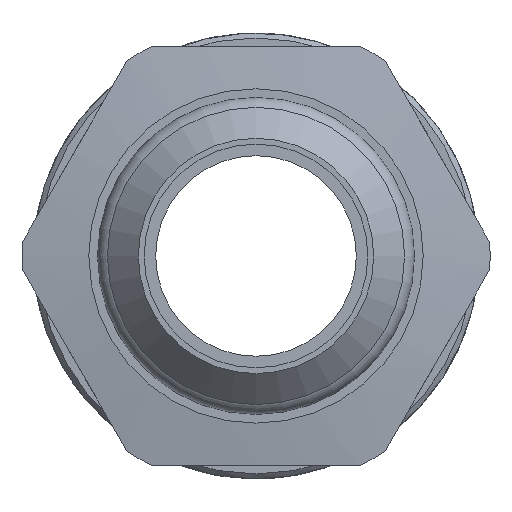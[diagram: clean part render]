
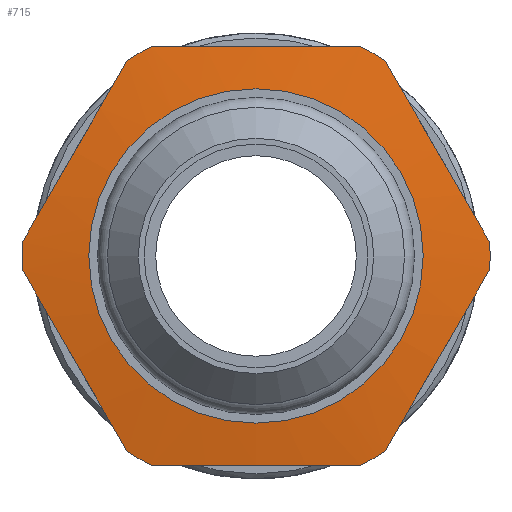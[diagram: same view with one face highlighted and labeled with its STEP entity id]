
A CAD part, front view. The second image highlights one B-rep face of the part: STEP entity #715.
In plain terms, the highlighted conical face has half-angle 82 degrees and reference radius 6.75 mm.
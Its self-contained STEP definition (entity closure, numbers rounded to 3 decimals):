
#41=(
BOUNDED_CURVE()
B_SPLINE_CURVE(2,(#1287,#1288,#1289),.UNSPECIFIED.,.F.,.F.)
B_SPLINE_CURVE_WITH_KNOTS((3,3),(-4.293,-2.285),
 .UNSPECIFIED.)
CURVE()
GEOMETRIC_REPRESENTATION_ITEM()
RATIONAL_B_SPLINE_CURVE((2.359,2.638,2.359))
REPRESENTATION_ITEM('')
);
#42=(
BOUNDED_CURVE()
B_SPLINE_CURVE(2,(#1293,#1294,#1295),.UNSPECIFIED.,.F.,.F.)
B_SPLINE_CURVE_WITH_KNOTS((3,3),(2.286,4.294),
 .UNSPECIFIED.)
CURVE()
GEOMETRIC_REPRESENTATION_ITEM()
RATIONAL_B_SPLINE_CURVE((2.359,2.638,2.359))
REPRESENTATION_ITEM('')
);
#43=(
BOUNDED_CURVE()
B_SPLINE_CURVE(2,(#1299,#1300,#1301),.UNSPECIFIED.,.F.,.F.)
B_SPLINE_CURVE_WITH_KNOTS((3,3),(2.286,4.294),
 .UNSPECIFIED.)
CURVE()
GEOMETRIC_REPRESENTATION_ITEM()
RATIONAL_B_SPLINE_CURVE((2.359,2.638,2.359))
REPRESENTATION_ITEM('')
);
#44=(
BOUNDED_CURVE()
B_SPLINE_CURVE(2,(#1305,#1306,#1307),.UNSPECIFIED.,.F.,.F.)
B_SPLINE_CURVE_WITH_KNOTS((3,3),(2.285,4.293),
 .UNSPECIFIED.)
CURVE()
GEOMETRIC_REPRESENTATION_ITEM()
RATIONAL_B_SPLINE_CURVE((2.359,2.638,2.359))
REPRESENTATION_ITEM('')
);
#45=(
BOUNDED_CURVE()
B_SPLINE_CURVE(2,(#1311,#1312,#1313),.UNSPECIFIED.,.F.,.F.)
B_SPLINE_CURVE_WITH_KNOTS((3,3),(2.286,4.294),
 .UNSPECIFIED.)
CURVE()
GEOMETRIC_REPRESENTATION_ITEM()
RATIONAL_B_SPLINE_CURVE((2.359,2.638,2.359))
REPRESENTATION_ITEM('')
);
#46=(
BOUNDED_CURVE()
B_SPLINE_CURVE(2,(#1317,#1318,#1319),.UNSPECIFIED.,.F.,.F.)
B_SPLINE_CURVE_WITH_KNOTS((3,3),(2.286,4.294),
 .UNSPECIFIED.)
CURVE()
GEOMETRIC_REPRESENTATION_ITEM()
RATIONAL_B_SPLINE_CURVE((2.359,2.638,2.359))
REPRESENTATION_ITEM('')
);
#60=CONICAL_SURFACE('',#793,6.75,1.431);
#151=FACE_BOUND('',#228,.T.);
#173=FACE_OUTER_BOUND('',#227,.T.);
#227=EDGE_LOOP('',(#527));
#228=EDGE_LOOP('',(#528,#529,#530,#531,#532,#533,#534,#535,#536,#537,#538,
#539));
#297=CIRCLE('',#794,6.75);
#298=CIRCLE('',#795,9.45);
#299=CIRCLE('',#796,9.45);
#300=CIRCLE('',#797,9.45);
#301=CIRCLE('',#798,9.45);
#302=CIRCLE('',#799,9.45);
#303=CIRCLE('',#800,9.45);
#353=VERTEX_POINT('',#1283);
#354=VERTEX_POINT('',#1285);
#355=VERTEX_POINT('',#1286);
#356=VERTEX_POINT('',#1290);
#357=VERTEX_POINT('',#1292);
#358=VERTEX_POINT('',#1296);
#359=VERTEX_POINT('',#1298);
#360=VERTEX_POINT('',#1302);
#361=VERTEX_POINT('',#1304);
#362=VERTEX_POINT('',#1308);
#363=VERTEX_POINT('',#1310);
#364=VERTEX_POINT('',#1314);
#365=VERTEX_POINT('',#1316);
#427=EDGE_CURVE('',#353,#353,#297,.T.);
#428=EDGE_CURVE('',#354,#355,#41,.F.);
#429=EDGE_CURVE('',#355,#356,#298,.T.);
#430=EDGE_CURVE('',#356,#357,#42,.T.);
#431=EDGE_CURVE('',#357,#358,#299,.T.);
#432=EDGE_CURVE('',#358,#359,#43,.T.);
#433=EDGE_CURVE('',#359,#360,#300,.T.);
#434=EDGE_CURVE('',#360,#361,#44,.T.);
#435=EDGE_CURVE('',#361,#362,#301,.T.);
#436=EDGE_CURVE('',#362,#363,#45,.T.);
#437=EDGE_CURVE('',#363,#364,#302,.T.);
#438=EDGE_CURVE('',#364,#365,#46,.T.);
#439=EDGE_CURVE('',#365,#354,#303,.T.);
#527=ORIENTED_EDGE('',*,*,#427,.F.);
#528=ORIENTED_EDGE('',*,*,#428,.T.);
#529=ORIENTED_EDGE('',*,*,#429,.T.);
#530=ORIENTED_EDGE('',*,*,#430,.T.);
#531=ORIENTED_EDGE('',*,*,#431,.T.);
#532=ORIENTED_EDGE('',*,*,#432,.T.);
#533=ORIENTED_EDGE('',*,*,#433,.T.);
#534=ORIENTED_EDGE('',*,*,#434,.T.);
#535=ORIENTED_EDGE('',*,*,#435,.T.);
#536=ORIENTED_EDGE('',*,*,#436,.T.);
#537=ORIENTED_EDGE('',*,*,#437,.T.);
#538=ORIENTED_EDGE('',*,*,#438,.T.);
#539=ORIENTED_EDGE('',*,*,#439,.T.);
#715=ADVANCED_FACE('',(#173,#151),#60,.T.);
#793=AXIS2_PLACEMENT_3D('',#1282,#929,#930);
#794=AXIS2_PLACEMENT_3D('',#1284,#931,#932);
#795=AXIS2_PLACEMENT_3D('',#1291,#933,#934);
#796=AXIS2_PLACEMENT_3D('',#1297,#935,#936);
#797=AXIS2_PLACEMENT_3D('',#1303,#937,#938);
#798=AXIS2_PLACEMENT_3D('',#1309,#939,#940);
#799=AXIS2_PLACEMENT_3D('',#1315,#941,#942);
#800=AXIS2_PLACEMENT_3D('',#1320,#943,#944);
#929=DIRECTION('center_axis',(0.,1.,0.));
#930=DIRECTION('ref_axis',(0.,0.,1.));
#931=DIRECTION('center_axis',(0.,-1.,0.));
#932=DIRECTION('ref_axis',(0.,0.,-1.));
#933=DIRECTION('center_axis',(0.,-1.,0.));
#934=DIRECTION('ref_axis',(0.,0.,-1.));
#935=DIRECTION('center_axis',(0.,-1.,0.));
#936=DIRECTION('ref_axis',(0.,0.,-1.));
#937=DIRECTION('center_axis',(0.,-1.,0.));
#938=DIRECTION('ref_axis',(0.,0.,-1.));
#939=DIRECTION('center_axis',(0.,-1.,0.));
#940=DIRECTION('ref_axis',(0.,0.,-1.));
#941=DIRECTION('center_axis',(0.,-1.,0.));
#942=DIRECTION('ref_axis',(0.,0.,-1.));
#943=DIRECTION('center_axis',(0.,-1.,0.));
#944=DIRECTION('ref_axis',(0.,0.,-1.));
#1282=CARTESIAN_POINT('Origin',(0.,6.5,0.));
#1283=CARTESIAN_POINT('',(0.,6.5,6.75));
#1284=CARTESIAN_POINT('Origin',(0.,6.5,0.));
#1285=CARTESIAN_POINT('',(4.231,6.879,8.45));
#1286=CARTESIAN_POINT('',(-4.231,6.879,8.45));
#1287=CARTESIAN_POINT('Ctrl Pts',(-4.231,6.879,8.45));
#1288=CARTESIAN_POINT('Ctrl Pts',(0.,6.613,
8.45));
#1289=CARTESIAN_POINT('Ctrl Pts',(4.231,6.879,8.45));
#1290=CARTESIAN_POINT('',(-5.202,6.879,7.889));
#1291=CARTESIAN_POINT('Origin',(0.,6.879,0.));
#1292=CARTESIAN_POINT('',(-9.433,6.879,0.561));
#1293=CARTESIAN_POINT('Ctrl Pts',(-5.202,6.879,7.889));
#1294=CARTESIAN_POINT('Ctrl Pts',(-7.318,6.613,4.225));
#1295=CARTESIAN_POINT('Ctrl Pts',(-9.433,6.879,0.561));
#1296=CARTESIAN_POINT('',(-9.433,6.879,-0.561));
#1297=CARTESIAN_POINT('Origin',(0.,6.879,0.));
#1298=CARTESIAN_POINT('',(-5.202,6.879,-7.889));
#1299=CARTESIAN_POINT('Ctrl Pts',(-9.433,6.879,-0.561));
#1300=CARTESIAN_POINT('Ctrl Pts',(-7.318,6.613,-4.225));
#1301=CARTESIAN_POINT('Ctrl Pts',(-5.202,6.879,-7.889));
#1302=CARTESIAN_POINT('',(-4.231,6.879,-8.45));
#1303=CARTESIAN_POINT('Origin',(0.,6.879,0.));
#1304=CARTESIAN_POINT('',(4.231,6.879,-8.45));
#1305=CARTESIAN_POINT('Ctrl Pts',(-4.231,6.879,-8.45));
#1306=CARTESIAN_POINT('Ctrl Pts',(0.,6.613,
-8.45));
#1307=CARTESIAN_POINT('Ctrl Pts',(4.231,6.879,-8.45));
#1308=CARTESIAN_POINT('',(5.202,6.879,-7.889));
#1309=CARTESIAN_POINT('Origin',(0.,6.879,0.));
#1310=CARTESIAN_POINT('',(9.433,6.879,-0.561));
#1311=CARTESIAN_POINT('Ctrl Pts',(5.202,6.879,-7.889));
#1312=CARTESIAN_POINT('Ctrl Pts',(7.318,6.613,-4.225));
#1313=CARTESIAN_POINT('Ctrl Pts',(9.433,6.879,-0.561));
#1314=CARTESIAN_POINT('',(9.433,6.879,0.561));
#1315=CARTESIAN_POINT('Origin',(0.,6.879,0.));
#1316=CARTESIAN_POINT('',(5.202,6.879,7.889));
#1317=CARTESIAN_POINT('Ctrl Pts',(9.433,6.879,0.561));
#1318=CARTESIAN_POINT('Ctrl Pts',(7.318,6.613,4.225));
#1319=CARTESIAN_POINT('Ctrl Pts',(5.202,6.879,7.889));
#1320=CARTESIAN_POINT('Origin',(0.,6.879,0.));
